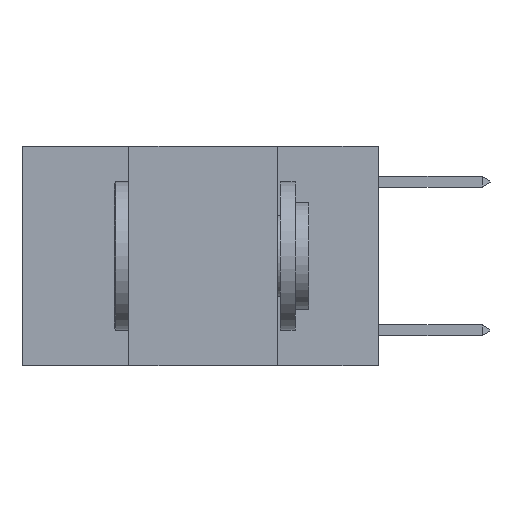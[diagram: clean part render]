
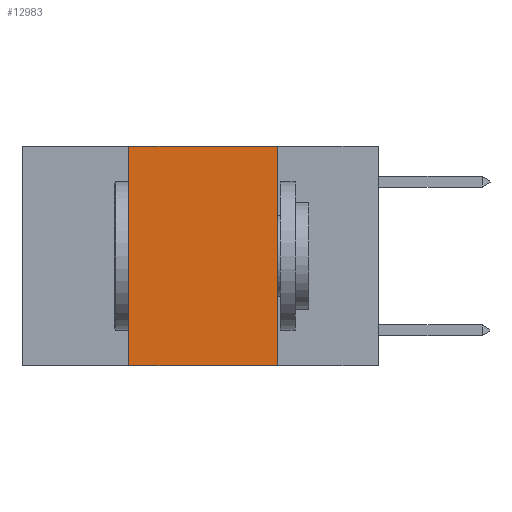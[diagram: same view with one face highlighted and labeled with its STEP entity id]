
A CAD part, left-side view. The second image highlights one B-rep face of the part: STEP entity #12983.
In plain terms, the highlighted planar face has unit normal (-1, 0, 0).
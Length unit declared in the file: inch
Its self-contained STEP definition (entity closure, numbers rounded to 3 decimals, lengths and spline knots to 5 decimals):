
#670 = CARTESIAN_POINT ( 'NONE',  ( 0., 0.6, -0.37 ) ) ;
#1527 = DIRECTION ( 'NONE',  ( 0., 0., -1. ) ) ;
#2193 = CARTESIAN_POINT ( 'NONE',  ( 0., 0.42, 0. ) ) ;
#2914 = ORIENTED_EDGE ( 'NONE', *, *, #9262, .T. ) ;
#2968 = VECTOR ( 'NONE', #10493, 39.37008 ) ;
#3181 = VERTEX_POINT ( 'NONE', #5420 ) ;
#3606 = ORIENTED_EDGE ( 'NONE', *, *, #16177, .F. ) ;
#4052 = CARTESIAN_POINT ( 'NONE',  ( 0., 0.17, 0. ) ) ;
#4980 = VERTEX_POINT ( 'NONE', #7231 ) ;
#5420 = CARTESIAN_POINT ( 'NONE',  ( 0., 0.17, -0.37 ) ) ;
#5531 = VERTEX_POINT ( 'NONE', #20844 ) ;
#6020 = EDGE_LOOP ( 'NONE', ( #3606, #16691, #16555, #2914 ) ) ;
#6107 = DIRECTION ( 'NONE',  ( 0., 0., 1. ) ) ;
#6914 = LINE ( 'NONE', #670, #17625 ) ;
#6951 = AXIS2_PLACEMENT_3D ( 'NONE', #19185, #17248, #1527 ) ;
#7231 = CARTESIAN_POINT ( 'NONE',  ( 0., 0.42, 0. ) ) ;
#7668 = VERTEX_POINT ( 'NONE', #4052 ) ;
#8355 = DIRECTION ( 'NONE',  ( 0., -1., 0. ) ) ;
#8915 = VECTOR ( 'NONE', #15731, 39.37008 ) ;
#9262 = EDGE_CURVE ( 'NONE', #5531, #3181, #6914, .T. ) ;
#10493 = DIRECTION ( 'NONE',  ( 0., 0., -1. ) ) ;
#11323 = EDGE_CURVE ( 'NONE', #5531, #4980, #19598, .T. ) ;
#12686 = LINE ( 'NONE', #16190, #2968 ) ;
#12983 = ADVANCED_FACE ( 'NONE', ( #15288 ), #20905, .F. ) ;
#15288 = FACE_OUTER_BOUND ( 'NONE', #6020, .T. ) ;
#15731 = DIRECTION ( 'NONE',  ( 0., -1., 0. ) ) ;
#15852 = CARTESIAN_POINT ( 'NONE',  ( 0., 0.6, 0. ) ) ;
#16177 = EDGE_CURVE ( 'NONE', #7668, #3181, #12686, .T. ) ;
#16190 = CARTESIAN_POINT ( 'NONE',  ( 0., 0.17, 0. ) ) ;
#16555 = ORIENTED_EDGE ( 'NONE', *, *, #11323, .F. ) ;
#16691 = ORIENTED_EDGE ( 'NONE', *, *, #21481, .F. ) ;
#17248 = DIRECTION ( 'NONE',  ( 1., 0., 0. ) ) ;
#17625 = VECTOR ( 'NONE', #8355, 39.37008 ) ;
#19185 = CARTESIAN_POINT ( 'NONE',  ( 0., 0.6, 0. ) ) ;
#19598 = LINE ( 'NONE', #2193, #24692 ) ;
#20844 = CARTESIAN_POINT ( 'NONE',  ( 0., 0.42, -0.37 ) ) ;
#20905 = PLANE ( 'NONE',  #6951 ) ;
#21481 = EDGE_CURVE ( 'NONE', #4980, #7668, #25601, .T. ) ;
#24692 = VECTOR ( 'NONE', #6107, 39.37008 ) ;
#25601 = LINE ( 'NONE', #15852, #8915 ) ;
